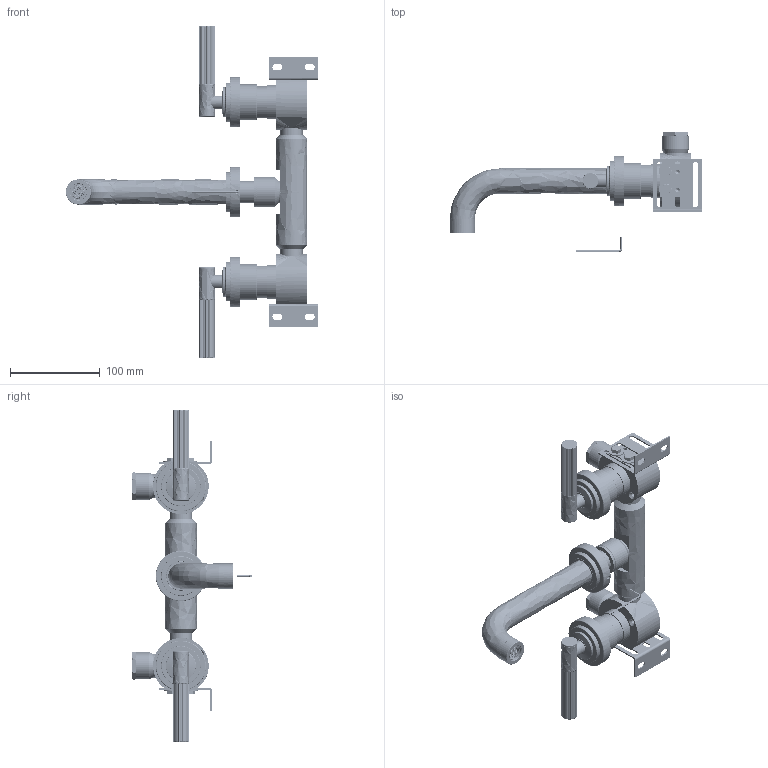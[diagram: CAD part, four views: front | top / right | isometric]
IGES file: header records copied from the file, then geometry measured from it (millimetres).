
Global section: file name: V7KALL17-2LL; native system: Autodesk Inventor 2023; preprocessor: unknown; author: clarkin; date: 20231024.145615; units: millimetre
Bounding box: 281.3 x 133.78 x 370 mm (x, y, z)
Volume: 613187.7 mm3; surface area: 305919.1 mm2
Topology: 77 solids, 77 shells, 3821 faces, 10000 edges, 6511 vertices
Faces by surface type: bspline 3821
